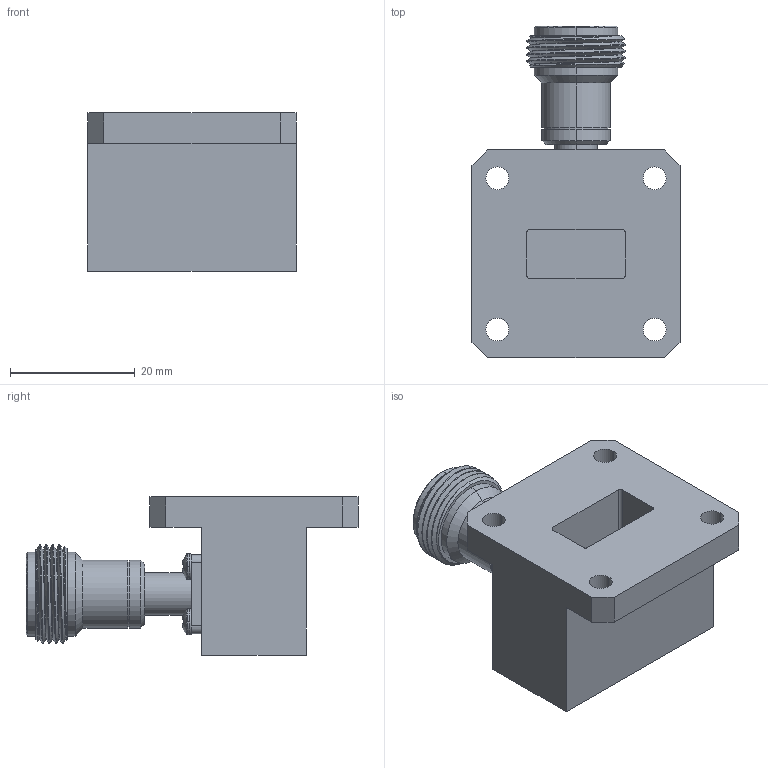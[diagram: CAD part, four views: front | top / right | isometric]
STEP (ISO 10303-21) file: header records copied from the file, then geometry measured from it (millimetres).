
FILE_DESCRIPTION (( 'STEP AP203' ), '1' );
FILE_NAME ('FMWCA9875_3D.step', '2022-03-18T15:48:17', ( '' ), ( '' ), 'SwSTEP 2.0', 'SolidWorks 2021', '' );
FILE_SCHEMA (( 'CONFIG_CONTROL_DESIGN' ));
Length unit declared in the file: inch
Products named in the file (1): FMWCA9875_3D
Bounding box: 33.38 x 53.26 x 25.4 mm (x, y, z)
Volume: 16024.9 mm3; surface area: 7941 mm2
Topology: 1 solids, 1 shells, 286 faces, 785 edges, 515 vertices
Faces by surface type: plane 116, cylinder 99, cone 44, bspline 27
Entity records: 11306 total; most frequent: CARTESIAN_POINT 4386, ORIENTED_EDGE 1570, DIRECTION 1284, EDGE_CURVE 785, VERTEX_POINT 515, AXIS2_PLACEMENT_3D 480, LINE 324, VECTOR 324
